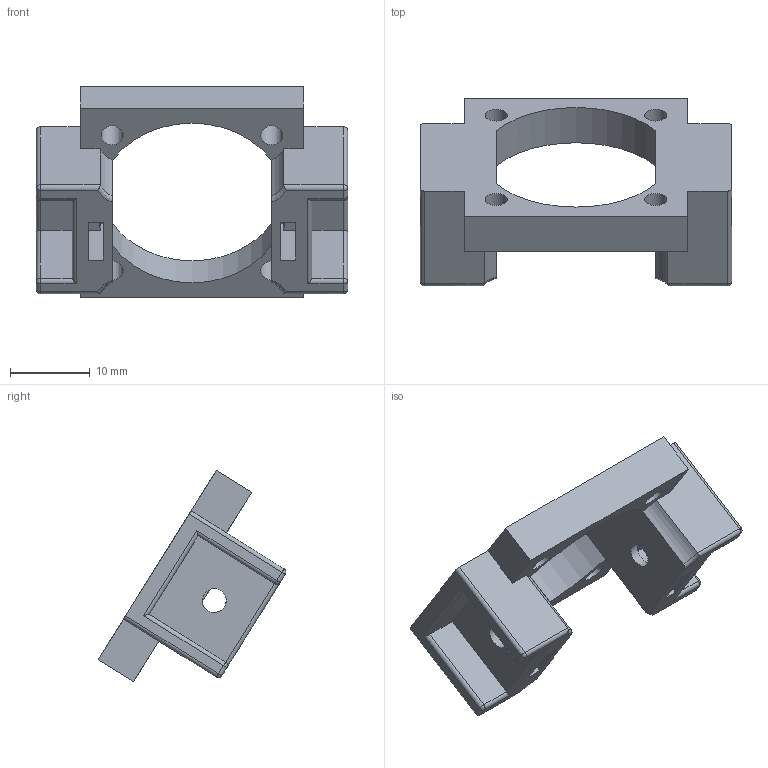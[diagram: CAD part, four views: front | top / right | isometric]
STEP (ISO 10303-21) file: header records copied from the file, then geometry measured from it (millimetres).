
FILE_DESCRIPTION(/* description */ (''),/* implementation_level */ '2;1');
FILE_NAME(/* name */ 'Leg Lower Bar v4.step',/* time_stamp */ '2018-10-19T17:21:22+11:00',/* author */ ('TaylorY96'),/* organization */ (''),/* preprocessor_version */ 'ST-DEVELOPER v17.2',/* originating_system */ 'Autodesk Translation Framework v7.6.0.251',/* authorisation */ '');
FILE_SCHEMA (('AUTOMOTIVE_DESIGN { 1 0 10303 214 3 1 1 }'));
Length unit declared in the file: millimetre
Products named in the file (1): Leg Lower Bar v4
Bounding box: 39 x 23.51 x 26.5 mm (x, y, z)
Volume: 3981.7 mm3; surface area: 3618.3 mm2
Topology: 1 solids, 1 shells, 93 faces, 244 edges, 152 vertices
Faces by surface type: plane 41, cylinder 40, sphere 8, torus 4
Full cylindrical faces by diameter (mm): 2.8 x4, 3 x4
Entity records: 3000 total; most frequent: CARTESIAN_POINT 592, DIRECTION 504, ORIENTED_EDGE 488, EDGE_CURVE 244, AXIS2_PLACEMENT_3D 178, VERTEX_POINT 152, LINE 148, VECTOR 148
